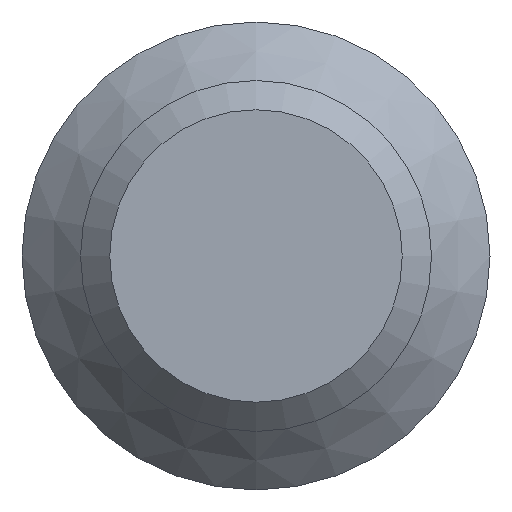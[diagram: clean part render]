
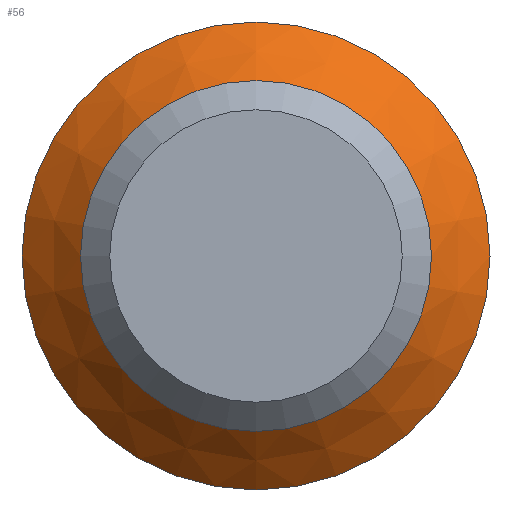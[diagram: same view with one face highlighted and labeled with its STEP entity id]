
A CAD part, left-side view. The second image highlights one B-rep face of the part: STEP entity #56.
In plain terms, the highlighted conical face has half-angle 45 degrees and reference radius 3 mm.
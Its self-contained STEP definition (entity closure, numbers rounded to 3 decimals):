
#34=CONICAL_SURFACE('',#205,3.,45.);
#56=ADVANCED_FACE('',(#84,#85),#34,.T.);
#84=FACE_BOUND('',#110,.T.);
#85=FACE_BOUND('',#111,.T.);
#110=EDGE_LOOP('',(#136));
#111=EDGE_LOOP('',(#137));
#136=ORIENTED_EDGE('',*,*,#165,.F.);
#137=ORIENTED_EDGE('',*,*,#154,.F.);
#141=VERTEX_POINT('',#267);
#152=VERTEX_POINT('',#300);
#154=EDGE_CURVE('',#141,#141,#167,.T.);
#165=EDGE_CURVE('',#152,#152,#178,.T.);
#167=CIRCLE('',#181,3.);
#178=CIRCLE('',#203,4.);
#181=AXIS2_PLACEMENT_3D('',#266,#211,#212);
#203=AXIS2_PLACEMENT_3D('',#299,#255,#256);
#205=AXIS2_PLACEMENT_3D('',#302,#259,#260);
#211=DIRECTION('',(-1.,0.,0.));
#212=DIRECTION('',(0.,0.,1.));
#255=DIRECTION('',(1.,0.,0.));
#256=DIRECTION('',(0.,0.,-1.));
#259=DIRECTION('',(1.,0.,0.));
#260=DIRECTION('',(0.,0.,-1.));
#266=CARTESIAN_POINT('',(-35.6,0.,0.));
#267=CARTESIAN_POINT('',(-35.6,0.,3.));
#299=CARTESIAN_POINT('',(-34.6,0.,0.));
#300=CARTESIAN_POINT('',(-34.6,0.,-4.));
#302=CARTESIAN_POINT('',(-35.6,0.,0.));
